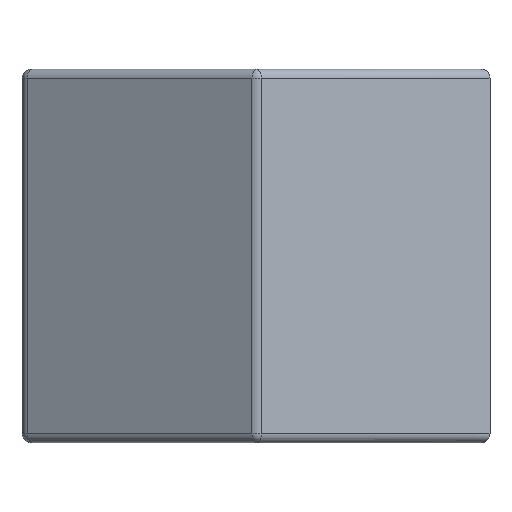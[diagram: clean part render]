
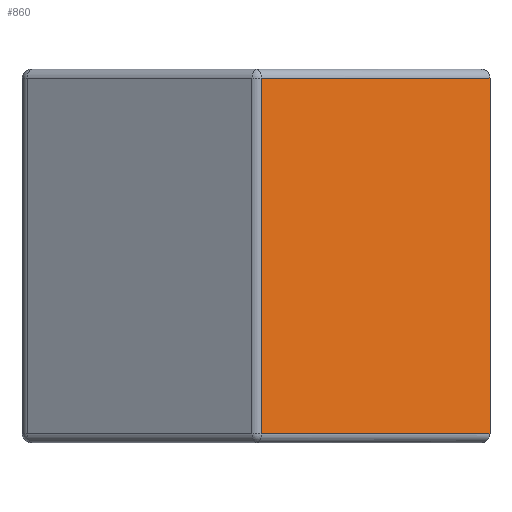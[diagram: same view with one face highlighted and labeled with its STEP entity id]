
A CAD part, left-side view. The second image highlights one B-rep face of the part: STEP entity #860.
In plain terms, the highlighted planar face has unit normal (-0.865, -0.502, 0).
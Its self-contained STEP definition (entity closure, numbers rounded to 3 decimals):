
#19=PLANE('',#965);
#82=FACE_OUTER_BOUND('',#137,.T.);
#137=EDGE_LOOP('',(#690,#691,#692,#693));
#253=LINE('',#1846,#304);
#256=LINE('',#1852,#307);
#262=LINE('',#1863,#313);
#275=LINE('',#1884,#326);
#304=VECTOR('',#1139,10.);
#307=VECTOR('',#1146,10.);
#313=VECTOR('',#1158,10.);
#326=VECTOR('',#1187,10.);
#383=VERTEX_POINT('',#1796);
#389=VERTEX_POINT('',#1810);
#397=VERTEX_POINT('',#1845);
#400=VERTEX_POINT('',#1862);
#495=EDGE_CURVE('',#397,#389,#253,.T.);
#499=EDGE_CURVE('',#389,#383,#256,.T.);
#505=EDGE_CURVE('',#383,#400,#262,.T.);
#519=EDGE_CURVE('',#397,#400,#275,.T.);
#690=ORIENTED_EDGE('',*,*,#505,.F.);
#691=ORIENTED_EDGE('',*,*,#499,.F.);
#692=ORIENTED_EDGE('',*,*,#495,.F.);
#693=ORIENTED_EDGE('',*,*,#519,.T.);
#860=ADVANCED_FACE('',(#82),#19,.T.);
#965=AXIS2_PLACEMENT_3D('',#1883,#1185,#1186);
#1139=DIRECTION('',(-0.502,0.865,0.));
#1146=DIRECTION('',(0.,0.,1.));
#1158=DIRECTION('',(0.502,-0.865,0.));
#1185=DIRECTION('center_axis',(-0.865,-0.502,0.));
#1186=DIRECTION('ref_axis',(0.502,-0.865,0.));
#1187=DIRECTION('',(0.,0.,1.));
#1796=CARTESIAN_POINT('',(-1.429,-25.029,1.95));
#1810=CARTESIAN_POINT('',(-1.429,-25.029,0.05));
#1845=CARTESIAN_POINT('',(-0.719,-26.252,0.05));
#1846=CARTESIAN_POINT('',(-1.262,-25.316,0.05));
#1852=CARTESIAN_POINT('',(-1.429,-25.029,0.));
#1862=CARTESIAN_POINT('',(-0.719,-26.252,1.95));
#1863=CARTESIAN_POINT('',(-1.262,-25.316,1.95));
#1883=CARTESIAN_POINT('Origin',(-1.443,-25.004,0.));
#1884=CARTESIAN_POINT('',(-0.719,-26.252,0.));
